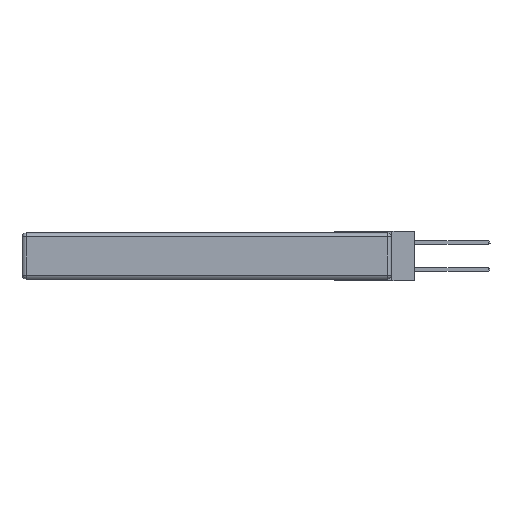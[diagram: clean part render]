
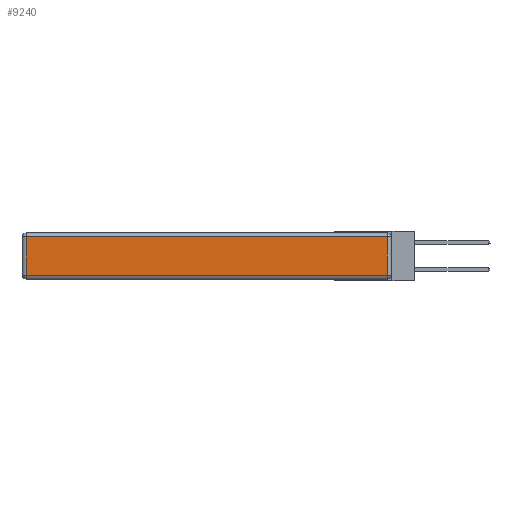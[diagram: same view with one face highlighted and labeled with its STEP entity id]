
A CAD part, left-side view. The second image highlights one B-rep face of the part: STEP entity #9240.
In plain terms, the highlighted planar face has unit normal (-1, 0, 0).
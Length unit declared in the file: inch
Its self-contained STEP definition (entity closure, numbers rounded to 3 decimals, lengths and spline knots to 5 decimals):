
#184 = VERTEX_POINT ( 'NONE', #305 ) ;
#305 = CARTESIAN_POINT ( 'NONE',  ( 0., 0.03, -0.313 ) ) ;
#453 = ORIENTED_EDGE ( 'NONE', *, *, #11520, .T. ) ;
#1199 = ORIENTED_EDGE ( 'NONE', *, *, #9109, .T. ) ;
#1306 = DIRECTION ( 'NONE',  ( 0., 1., 0. ) ) ;
#1350 = VERTEX_POINT ( 'NONE', #11856 ) ;
#1597 = DIRECTION ( 'NONE',  ( 0., 0., -1. ) ) ;
#1791 = VERTEX_POINT ( 'NONE', #4801 ) ;
#1813 = ORIENTED_EDGE ( 'NONE', *, *, #8668, .T. ) ;
#2103 = CARTESIAN_POINT ( 'NONE',  ( 0., 2.75, -0.03 ) ) ;
#2116 = LINE ( 'NONE', #5636, #7159 ) ;
#3302 = VECTOR ( 'NONE', #1306, 39.37008 ) ;
#3811 = DIRECTION ( 'NONE',  ( -1., 0., 0. ) ) ;
#4136 = LINE ( 'NONE', #4717, #4929 ) ;
#4673 = EDGE_LOOP ( 'NONE', ( #1813, #6267, #453, #1199 ) ) ;
#4717 = CARTESIAN_POINT ( 'NONE',  ( 0., 2.72, -0.343 ) ) ;
#4801 = CARTESIAN_POINT ( 'NONE',  ( 0., 2.72, -0.03 ) ) ;
#4905 = CARTESIAN_POINT ( 'NONE',  ( 0., 0.03, -0.03 ) ) ;
#4929 = VECTOR ( 'NONE', #1597, 39.37008 ) ;
#5392 = FACE_OUTER_BOUND ( 'NONE', #4673, .T. ) ;
#5562 = VERTEX_POINT ( 'NONE', #4905 ) ;
#5636 = CARTESIAN_POINT ( 'NONE',  ( 0., 0., -0.313 ) ) ;
#6267 = ORIENTED_EDGE ( 'NONE', *, *, #11611, .T. ) ;
#6859 = PLANE ( 'NONE',  #9207 ) ;
#7159 = VECTOR ( 'NONE', #8620, 39.37008 ) ;
#7562 = LINE ( 'NONE', #2103, #3302 ) ;
#7960 = DIRECTION ( 'NONE',  ( 0., 0., 1. ) ) ;
#8620 = DIRECTION ( 'NONE',  ( 0., -1., 0. ) ) ;
#8668 = EDGE_CURVE ( 'NONE', #1350, #184, #2116, .T. ) ;
#8829 = DIRECTION ( 'NONE',  ( 0., 0., 1. ) ) ;
#9109 = EDGE_CURVE ( 'NONE', #1791, #1350, #4136, .T. ) ;
#9207 = AXIS2_PLACEMENT_3D ( 'NONE', #9776, #3811, #7960 ) ;
#9240 = ADVANCED_FACE ( 'NONE', ( #5392 ), #6859, .T. ) ;
#9776 = CARTESIAN_POINT ( 'NONE',  ( 0., 0., -0.343 ) ) ;
#10973 = LINE ( 'NONE', #12327, #11600 ) ;
#11520 = EDGE_CURVE ( 'NONE', #5562, #1791, #7562, .T. ) ;
#11600 = VECTOR ( 'NONE', #8829, 39.37008 ) ;
#11611 = EDGE_CURVE ( 'NONE', #184, #5562, #10973, .T. ) ;
#11856 = CARTESIAN_POINT ( 'NONE',  ( 0., 2.72, -0.313 ) ) ;
#12327 = CARTESIAN_POINT ( 'NONE',  ( 0., 0.03, -0.343 ) ) ;
